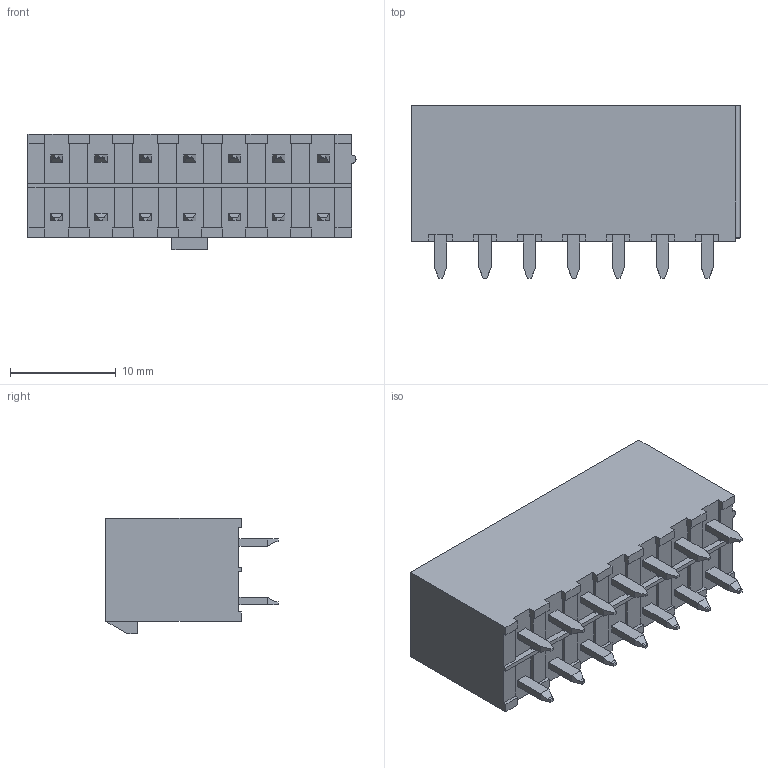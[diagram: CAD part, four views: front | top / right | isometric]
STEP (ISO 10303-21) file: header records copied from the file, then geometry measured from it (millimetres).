
FILE_DESCRIPTION((''),'2;1');
FILE_NAME('10127820-14XXLF','2014-04-25T',('TaiK'),('FCI - ELX Division'),'PRO/ENGINEER BY PARAMETRIC TECHNOLOGY CORPORATION, 2013150','PRO/ENGINEER BY PARAMETRIC TECHNOLOGY CORPORATION, 2013150','');
FILE_SCHEMA(('CONFIG_CONTROL_DESIGN'));
Length unit declared in the file: millimetre
Products named in the file (1): 10127820-14XXLF
Bounding box: 31 x 16.3 x 10.95 mm (x, y, z)
Volume: 2074.1 mm3; surface area: 4110.5 mm2
Topology: 1 solids, 1 shells, 577 faces, 1597 edges, 1064 vertices
Faces by surface type: plane 464, extrusion 112, cylinder 1
Entity records: 18941 total; most frequent: CARTESIAN_POINT 4474, ORIENTED_EDGE 3194, DIRECTION 2473, EDGE_CURVE 1597, VECTOR 1511, LINE 1399, VERTEX_POINT 1064, EDGE_LOOP 619
